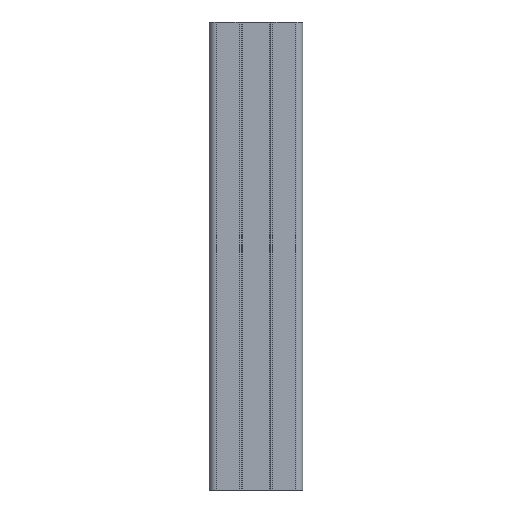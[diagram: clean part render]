
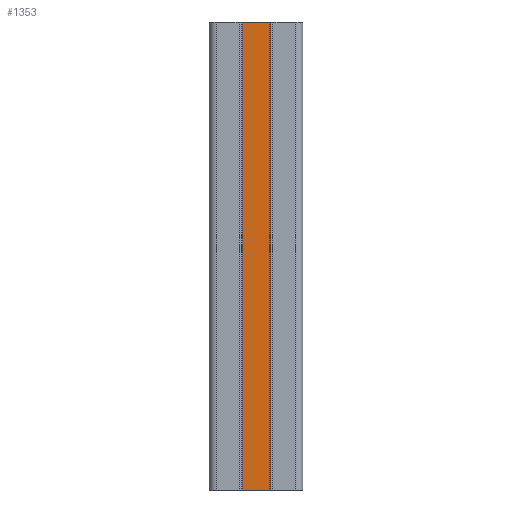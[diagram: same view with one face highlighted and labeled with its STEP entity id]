
A CAD part, front view. The second image highlights one B-rep face of the part: STEP entity #1353.
In plain terms, the highlighted planar face has unit normal (0, -1, 0).
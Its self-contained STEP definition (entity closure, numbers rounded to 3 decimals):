
#52=PLANE('',#1440);
#117=FACE_OUTER_BOUND('',#184,.T.);
#184=EDGE_LOOP('',(#1066,#1067,#1068,#1069));
#319=LINE('',#2035,#504);
#320=LINE('',#2038,#505);
#321=LINE('',#2040,#506);
#322=LINE('',#2041,#507);
#504=VECTOR('',#1663,10.);
#505=VECTOR('',#1666,10.);
#506=VECTOR('',#1667,10.);
#507=VECTOR('',#1668,10.);
#669=VERTEX_POINT('',#2031);
#670=VERTEX_POINT('',#2033);
#671=VERTEX_POINT('',#2037);
#672=VERTEX_POINT('',#2039);
#835=EDGE_CURVE('',#669,#670,#319,.T.);
#836=EDGE_CURVE('',#671,#669,#320,.T.);
#837=EDGE_CURVE('',#672,#670,#321,.T.);
#838=EDGE_CURVE('',#671,#672,#322,.T.);
#1066=ORIENTED_EDGE('',*,*,#836,.T.);
#1067=ORIENTED_EDGE('',*,*,#835,.T.);
#1068=ORIENTED_EDGE('',*,*,#837,.F.);
#1069=ORIENTED_EDGE('',*,*,#838,.F.);
#1353=ADVANCED_FACE('',(#117),#52,.T.);
#1440=AXIS2_PLACEMENT_3D('',#2036,#1664,#1665);
#1663=DIRECTION('',(0.,0.,1.));
#1664=DIRECTION('center_axis',(0.,-1.,0.));
#1665=DIRECTION('ref_axis',(1.,0.,0.));
#1666=DIRECTION('',(1.,0.,0.));
#1667=DIRECTION('',(1.,0.,0.));
#1668=DIRECTION('',(0.,0.,1.));
#2031=CARTESIAN_POINT('',(12.981,6.1,0.));
#2033=CARTESIAN_POINT('',(12.981,6.1,100.));
#2035=CARTESIAN_POINT('',(12.981,6.1,0.));
#2036=CARTESIAN_POINT('Origin',(7.019,6.1,0.));
#2037=CARTESIAN_POINT('',(7.019,6.1,0.));
#2038=CARTESIAN_POINT('',(7.019,6.1,0.));
#2039=CARTESIAN_POINT('',(7.019,6.1,100.));
#2040=CARTESIAN_POINT('',(7.019,6.1,100.));
#2041=CARTESIAN_POINT('',(7.019,6.1,0.));
